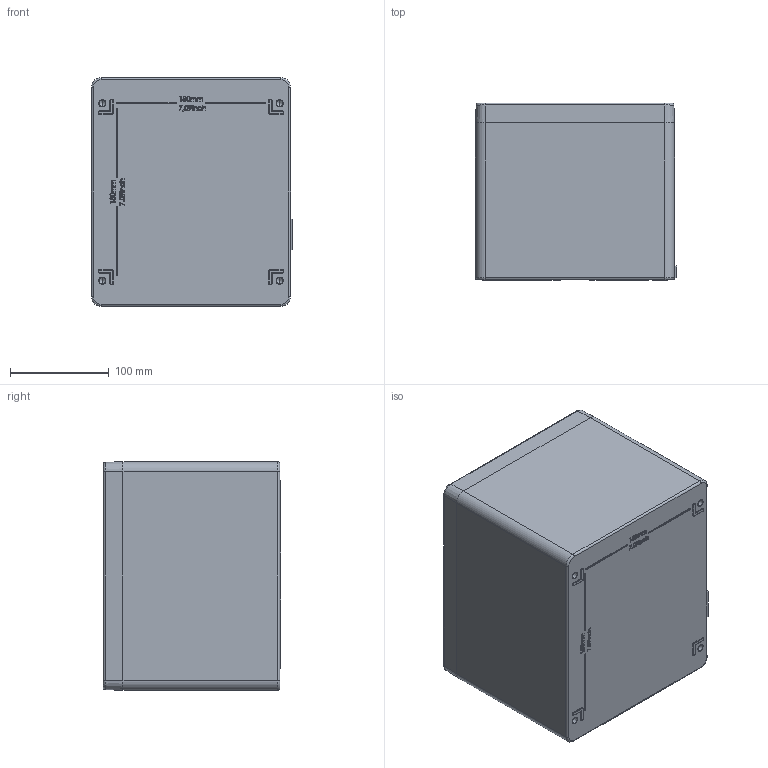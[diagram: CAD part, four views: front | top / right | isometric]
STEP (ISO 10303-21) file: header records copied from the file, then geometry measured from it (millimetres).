
FILE_DESCRIPTION (( 'STEP AP214' ), '1' );
FILE_NAME ('25232018.STEP', '2012-06-14T07:24:03', ( ' ' ), ( '' ), 'SwSTEP 2.0', 'SolidWorks 2011', '' );
FILE_SCHEMA (( 'AUTOMOTIVE_DESIGN' ));
Length unit declared in the file: millimetre
Products named in the file (10): 92441; 92081; 95947; 83171; 01232018_Ex Ausführung; 82015; 93134; 02060; 03601; 25232018
Assembly tree (12 placements, depth 3):
  25232018
    01232018_Ex Ausführung
      93134  x4
      82015
      02060
      03601
    92441
    83171
    95947
    92081
Bounding box: 204 x 180 x 232 mm (x, y, z)
Volume: 1522137.1 mm3; surface area: 513339.2 mm2
Topology: 11 solids, 11 shells, 2425 faces, 5546 edges, 2959 vertices
Faces by surface type: bspline 782, cylinder 650, plane 483, cone 186, torus 178, sphere 146
Entity records: 103693 total; most frequent: CARTESIAN_POINT 58879, ORIENTED_EDGE 10034, DIRECTION 7969, EDGE_CURVE 5017, AXIS2_PLACEMENT_3D 3136, VERTEX_POINT 2809, EDGE_LOOP 2462, FACE_OUTER_BOUND 2332
